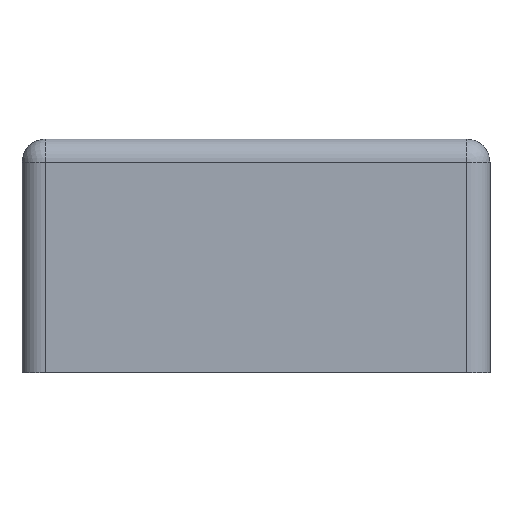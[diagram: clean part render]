
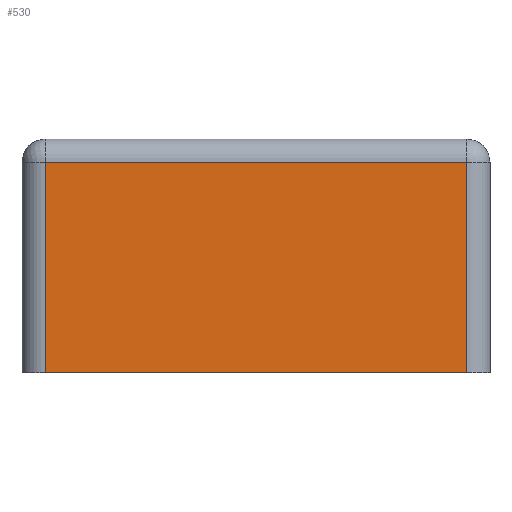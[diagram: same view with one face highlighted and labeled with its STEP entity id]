
A CAD part, left-side view. The second image highlights one B-rep face of the part: STEP entity #530.
In plain terms, the highlighted planar face has unit normal (-1, 0, 0).
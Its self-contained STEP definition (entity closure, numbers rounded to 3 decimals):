
#36=PLANE('',#604);
#70=FACE_OUTER_BOUND('',#104,.T.);
#104=EDGE_LOOP('',(#465,#466,#467,#468));
#141=LINE('',#882,#189);
#144=LINE('',#900,#192);
#147=LINE('',#904,#195);
#152=LINE('',#916,#200);
#189=VECTOR('',#725,10.);
#192=VECTOR('',#744,10.);
#195=VECTOR('',#749,10.);
#200=VECTOR('',#762,10.);
#257=VERTEX_POINT('',#871);
#260=VERTEX_POINT('',#878);
#266=VERTEX_POINT('',#893);
#268=VERTEX_POINT('',#898);
#323=EDGE_CURVE('',#257,#260,#141,.T.);
#331=EDGE_CURVE('',#268,#266,#144,.T.);
#334=EDGE_CURVE('',#266,#257,#147,.T.);
#340=EDGE_CURVE('',#260,#268,#152,.T.);
#465=ORIENTED_EDGE('',*,*,#323,.F.);
#466=ORIENTED_EDGE('',*,*,#334,.F.);
#467=ORIENTED_EDGE('',*,*,#331,.F.);
#468=ORIENTED_EDGE('',*,*,#340,.F.);
#530=ADVANCED_FACE('',(#70),#36,.T.);
#604=AXIS2_PLACEMENT_3D('',#915,#760,#761);
#725=DIRECTION('',(0.,0.,-1.));
#744=DIRECTION('',(0.,0.,1.));
#749=DIRECTION('',(0.,-1.,0.));
#760=DIRECTION('center_axis',(-1.,0.,0.));
#761=DIRECTION('ref_axis',(0.,-1.,0.));
#762=DIRECTION('',(0.,1.,0.));
#871=CARTESIAN_POINT('',(-0.8,-0.36,0.36));
#878=CARTESIAN_POINT('',(-0.8,-0.36,0.));
#882=CARTESIAN_POINT('',(-0.8,-0.36,0.));
#893=CARTESIAN_POINT('',(-0.8,0.36,0.36));
#898=CARTESIAN_POINT('',(-0.8,0.36,0.));
#900=CARTESIAN_POINT('',(-0.8,0.36,0.));
#904=CARTESIAN_POINT('',(-0.8,0.2,0.36));
#915=CARTESIAN_POINT('Origin',(-0.8,0.4,0.));
#916=CARTESIAN_POINT('',(-0.8,-0.4,0.));
